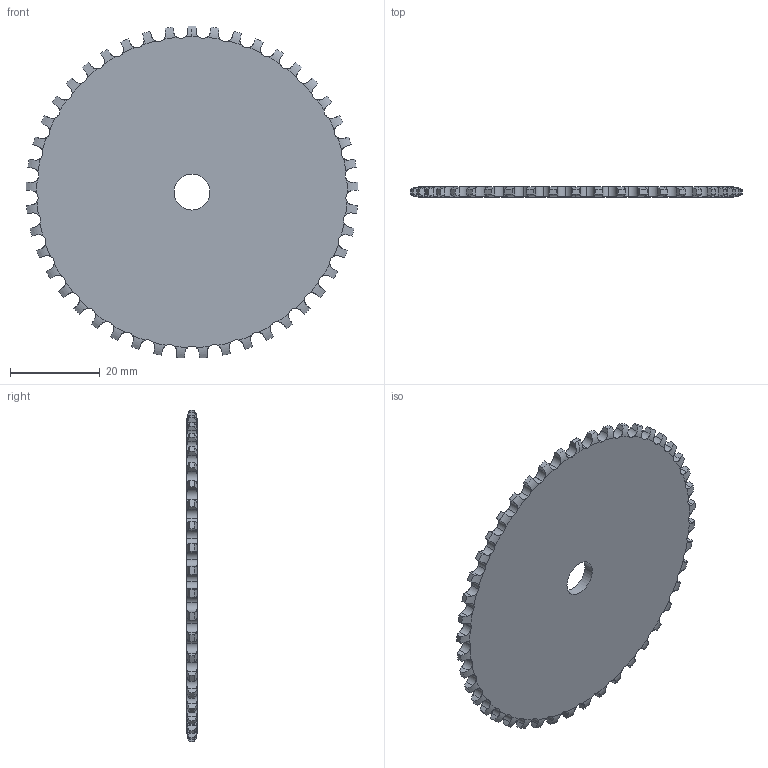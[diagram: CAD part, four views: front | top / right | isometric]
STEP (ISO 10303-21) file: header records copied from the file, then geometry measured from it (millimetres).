
FILE_DESCRIPTION(('FreeCAD Model'),'2;1');
FILE_NAME('Open CASCADE Shape Model','2021-12-27T17:13:56',('FreeCAD'),( 'FreeCAD'),'Open CASCADE STEP processor 7.4','FreeCAD','Unknown');
FILE_SCHEMA(('AUTOMOTIVE_DESIGN { 1 0 10303 214 1 1 1 1 }'));
Length unit declared in the file: millimetre
Products named in the file (1): Open CASCADE STEP translator 7.4 124
Bounding box: 73.8 x 2.3 x 73.76 mm (x, y, z)
Volume: 8873.7 mm3; surface area: 8589.4 mm2
Topology: 1 solids, 1 shells, 410 faces, 1224 edges, 816 vertices
Faces by surface type: cylinder 226, plane 92, revolution 92
Full cylindrical faces by diameter (mm): 8 x1
Entity records: 42444 total; most frequent: CARTESIAN_POINT 19859, DIRECTION 3736, ORIENTED_EDGE 2448, PCURVE 2448, DEFINITIONAL_REPRESENTATION 2448, LINE 1950, VECTOR 1950, EDGE_CURVE 1224
